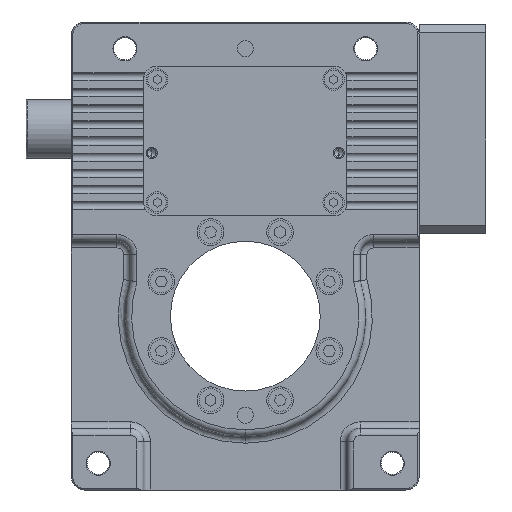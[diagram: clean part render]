
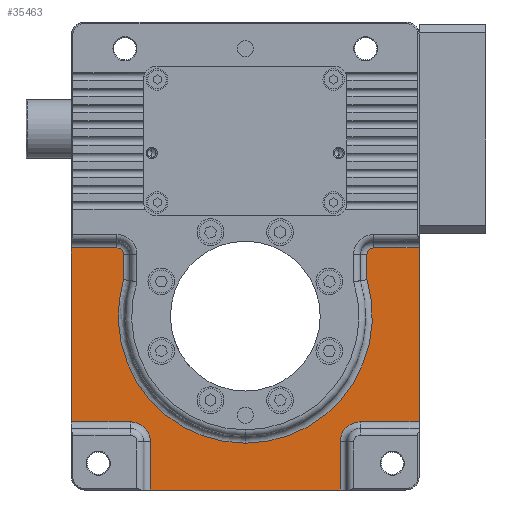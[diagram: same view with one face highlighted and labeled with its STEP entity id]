
A CAD part, front view. The second image highlights one B-rep face of the part: STEP entity #35463.
In plain terms, the highlighted planar face has unit normal (0, -1, 0).
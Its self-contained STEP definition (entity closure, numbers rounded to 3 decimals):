
#41 = DIRECTION ( 'NONE',  ( 0., 0., 1. ) ) ;
#134 = CARTESIAN_POINT ( 'NONE',  ( -35.5, -31., -65. ) ) ;
#380 = VERTEX_POINT ( 'NONE', #9626 ) ;
#464 = EDGE_CURVE ( 'NONE', #3948, #41675, #1033, .T. ) ;
#1033 = LINE ( 'NONE', #18113, #40775 ) ;
#1040 = ORIENTED_EDGE ( 'NONE', *, *, #8555, .T. ) ;
#1129 = CARTESIAN_POINT ( 'NONE',  ( 45.5, -31., 13.638 ) ) ;
#1262 = CARTESIAN_POINT ( 'NONE',  ( -48., -31., 25.5 ) ) ;
#2962 = DIRECTION ( 'NONE',  ( 0., 1., 0. ) ) ;
#3457 = DIRECTION ( 'NONE',  ( 0., 0., -1. ) ) ;
#3948 = VERTEX_POINT ( 'NONE', #41391 ) ;
#3954 = ORIENTED_EDGE ( 'NONE', *, *, #8617, .T. ) ;
#5768 = VECTOR ( 'NONE', #43455, 1000. ) ;
#6572 = AXIS2_PLACEMENT_3D ( 'NONE', #39285, #17546, #46228 ) ;
#7053 = ORIENTED_EDGE ( 'NONE', *, *, #39208, .T. ) ;
#7808 = DIRECTION ( 'NONE',  ( 0., 0., -1. ) ) ;
#7886 = VECTOR ( 'NONE', #27468, 1000. ) ;
#8096 = CIRCLE ( 'NONE', #23867, 2.5 ) ;
#8555 = EDGE_CURVE ( 'NONE', #18101, #10072, #36285, .T. ) ;
#8571 = ORIENTED_EDGE ( 'NONE', *, *, #34078, .T. ) ;
#8617 = EDGE_CURVE ( 'NONE', #42581, #3948, #34022, .T. ) ;
#9413 = CARTESIAN_POINT ( 'NONE',  ( 0., -31., -39.5 ) ) ;
#9591 = DIRECTION ( 'NONE',  ( 0., -1., 0. ) ) ;
#9626 = CARTESIAN_POINT ( 'NONE',  ( -65., -31., 25.5 ) ) ;
#9852 = DIRECTION ( 'NONE',  ( 1., 0., 0. ) ) ;
#9917 = ORIENTED_EDGE ( 'NONE', *, *, #29780, .T. ) ;
#10072 = VERTEX_POINT ( 'NONE', #10480 ) ;
#10206 = VERTEX_POINT ( 'NONE', #35125 ) ;
#10331 = EDGE_CURVE ( 'NONE', #41675, #42326, #27051, .T. ) ;
#10365 = VERTEX_POINT ( 'NONE', #11135 ) ;
#10480 = CARTESIAN_POINT ( 'NONE',  ( -45.5, -31., 23. ) ) ;
#10706 = CARTESIAN_POINT ( 'NONE',  ( 43., -31., -47. ) ) ;
#10907 = EDGE_CURVE ( 'NONE', #14669, #21794, #20190, .T. ) ;
#11135 = CARTESIAN_POINT ( 'NONE',  ( -43., -31., -39.5 ) ) ;
#11288 = CARTESIAN_POINT ( 'NONE',  ( 48., -31., 23. ) ) ;
#11683 = EDGE_CURVE ( 'NONE', #10072, #14302, #24744, .T. ) ;
#11709 = CARTESIAN_POINT ( 'NONE',  ( -35.5, -31., -47. ) ) ;
#13245 = DIRECTION ( 'NONE',  ( 0., 0., -1. ) ) ;
#13770 = EDGE_CURVE ( 'NONE', #10206, #18101, #43872, .T. ) ;
#14196 = VECTOR ( 'NONE', #41250, 1000. ) ;
#14302 = VERTEX_POINT ( 'NONE', #1262 ) ;
#14411 = PLANE ( 'NONE',  #43930 ) ;
#14669 = VERTEX_POINT ( 'NONE', #11709 ) ;
#14989 = VERTEX_POINT ( 'NONE', #24537 ) ;
#15247 = EDGE_LOOP ( 'NONE', ( #24480, #7053, #8571, #22928, #29088, #9917, #38425, #3954, #20131, #19037, #19661, #37273, #24459, #29366, #1040, #29247, #15937 ) ) ;
#15249 = CARTESIAN_POINT ( 'NONE',  ( -65., -31., 0. ) ) ;
#15893 = EDGE_CURVE ( 'NONE', #42326, #46488, #8096, .T. ) ;
#15937 = ORIENTED_EDGE ( 'NONE', *, *, #31213, .T. ) ;
#16762 = EDGE_CURVE ( 'NONE', #18520, #10206, #22208, .T. ) ;
#17483 = VECTOR ( 'NONE', #24146, 1000. ) ;
#17505 = CARTESIAN_POINT ( 'NONE',  ( 43., -31., -39.5 ) ) ;
#17546 = DIRECTION ( 'NONE',  ( 0., 1., 0. ) ) ;
#18101 = VERTEX_POINT ( 'NONE', #34658 ) ;
#18113 = CARTESIAN_POINT ( 'NONE',  ( 65., -31., 0. ) ) ;
#18313 = LINE ( 'NONE', #24118, #41586 ) ;
#18520 = VERTEX_POINT ( 'NONE', #1129 ) ;
#18969 = FACE_OUTER_BOUND ( 'NONE', #15247, .T. ) ;
#19037 = ORIENTED_EDGE ( 'NONE', *, *, #10331, .T. ) ;
#19358 = LINE ( 'NONE', #22192, #5768 ) ;
#19661 = ORIENTED_EDGE ( 'NONE', *, *, #15893, .T. ) ;
#20131 = ORIENTED_EDGE ( 'NONE', *, *, #464, .T. ) ;
#20190 = LINE ( 'NONE', #33134, #35533 ) ;
#20653 = AXIS2_PLACEMENT_3D ( 'NONE', #28132, #9591, #13245 ) ;
#20658 = CARTESIAN_POINT ( 'NONE',  ( 65., -31., -39.5 ) ) ;
#21794 = VERTEX_POINT ( 'NONE', #134 ) ;
#22192 = CARTESIAN_POINT ( 'NONE',  ( 0., -31., 25.5 ) ) ;
#22208 = CIRCLE ( 'NONE', #6572, 47.5 ) ;
#22928 = ORIENTED_EDGE ( 'NONE', *, *, #10907, .T. ) ;
#22964 = VECTOR ( 'NONE', #31010, 1000. ) ;
#23470 = LINE ( 'NONE', #43004, #40179 ) ;
#23867 = AXIS2_PLACEMENT_3D ( 'NONE', #11288, #43977, #7808 ) ;
#24118 = CARTESIAN_POINT ( 'NONE',  ( 35.5, -31., 0. ) ) ;
#24146 = DIRECTION ( 'NONE',  ( 1., 0., 0. ) ) ;
#24459 = ORIENTED_EDGE ( 'NONE', *, *, #16762, .T. ) ;
#24480 = ORIENTED_EDGE ( 'NONE', *, *, #37867, .T. ) ;
#24537 = CARTESIAN_POINT ( 'NONE',  ( -65., -31., -39.5 ) ) ;
#24744 = CIRCLE ( 'NONE', #20653, 2.5 ) ;
#27013 = CARTESIAN_POINT ( 'NONE',  ( 0., -31., 0. ) ) ;
#27051 = LINE ( 'NONE', #35896, #33877 ) ;
#27468 = DIRECTION ( 'NONE',  ( 0., 0., 1. ) ) ;
#27597 = CARTESIAN_POINT ( 'NONE',  ( 65., -31., 25.5 ) ) ;
#28132 = CARTESIAN_POINT ( 'NONE',  ( -48., -31., 23. ) ) ;
#28240 = DIRECTION ( 'NONE',  ( 1., 0., 0. ) ) ;
#29088 = ORIENTED_EDGE ( 'NONE', *, *, #42836, .T. ) ;
#29247 = ORIENTED_EDGE ( 'NONE', *, *, #11683, .T. ) ;
#29309 = DIRECTION ( 'NONE',  ( 0., 0., -1. ) ) ;
#29366 = ORIENTED_EDGE ( 'NONE', *, *, #13770, .T. ) ;
#29780 = EDGE_CURVE ( 'NONE', #42308, #29970, #18313, .T. ) ;
#29970 = VERTEX_POINT ( 'NONE', #39813 ) ;
#30857 = CARTESIAN_POINT ( 'NONE',  ( 45.5, -31., 0. ) ) ;
#31010 = DIRECTION ( 'NONE',  ( 0., 0., -1. ) ) ;
#31146 = DIRECTION ( 'NONE',  ( 0., 0., -1. ) ) ;
#31213 = EDGE_CURVE ( 'NONE', #14302, #380, #19358, .T. ) ;
#31222 = LINE ( 'NONE', #15249, #14196 ) ;
#31624 = EDGE_CURVE ( 'NONE', #29970, #42581, #46524, .T. ) ;
#32000 = DIRECTION ( 'NONE',  ( 0., 0., -1. ) ) ;
#32041 = CARTESIAN_POINT ( 'NONE',  ( 0., -31., 0. ) ) ;
#33134 = CARTESIAN_POINT ( 'NONE',  ( -35.5, -31., -65. ) ) ;
#33877 = VECTOR ( 'NONE', #40178, 1000. ) ;
#34022 = LINE ( 'NONE', #20658, #45325 ) ;
#34078 = EDGE_CURVE ( 'NONE', #10365, #14669, #41227, .T. ) ;
#34658 = CARTESIAN_POINT ( 'NONE',  ( -45.5, -31., 13.638 ) ) ;
#34762 = AXIS2_PLACEMENT_3D ( 'NONE', #36067, #43686, #39578 ) ;
#34937 = CARTESIAN_POINT ( 'NONE',  ( -45.5, -31., 23. ) ) ;
#35125 = CARTESIAN_POINT ( 'NONE',  ( 0., -31., -47.5 ) ) ;
#35463 = ADVANCED_FACE ( 'NONE', ( #18969 ), #14411, .T. ) ;
#35533 = VECTOR ( 'NONE', #29309, 1000. ) ;
#35896 = CARTESIAN_POINT ( 'NONE',  ( 0., -31., 25.5 ) ) ;
#35993 = CARTESIAN_POINT ( 'NONE',  ( 45.5, -31., 23. ) ) ;
#36067 = CARTESIAN_POINT ( 'NONE',  ( -43., -31., -47. ) ) ;
#36285 = LINE ( 'NONE', #34937, #7886 ) ;
#37273 = ORIENTED_EDGE ( 'NONE', *, *, #45068, .T. ) ;
#37450 = AXIS2_PLACEMENT_3D ( 'NONE', #27013, #45402, #31146 ) ;
#37867 = EDGE_CURVE ( 'NONE', #380, #14989, #31222, .T. ) ;
#38019 = AXIS2_PLACEMENT_3D ( 'NONE', #10706, #2962, #32000 ) ;
#38425 = ORIENTED_EDGE ( 'NONE', *, *, #31624, .T. ) ;
#39208 = EDGE_CURVE ( 'NONE', #14989, #10365, #43024, .T. ) ;
#39285 = CARTESIAN_POINT ( 'NONE',  ( 0., -31., 0. ) ) ;
#39461 = CARTESIAN_POINT ( 'NONE',  ( 48., -31., 25.5 ) ) ;
#39578 = DIRECTION ( 'NONE',  ( 0., 0., -1. ) ) ;
#39813 = CARTESIAN_POINT ( 'NONE',  ( 35.5, -31., -47. ) ) ;
#40178 = DIRECTION ( 'NONE',  ( -1., 0., 0. ) ) ;
#40179 = VECTOR ( 'NONE', #28240, 1000. ) ;
#40775 = VECTOR ( 'NONE', #41, 1000. ) ;
#41227 = CIRCLE ( 'NONE', #34762, 7.5 ) ;
#41250 = DIRECTION ( 'NONE',  ( 0., 0., -1. ) ) ;
#41391 = CARTESIAN_POINT ( 'NONE',  ( 65., -31., -39.5 ) ) ;
#41586 = VECTOR ( 'NONE', #42052, 1000. ) ;
#41675 = VERTEX_POINT ( 'NONE', #27597 ) ;
#42052 = DIRECTION ( 'NONE',  ( 0., 0., 1. ) ) ;
#42308 = VERTEX_POINT ( 'NONE', #46567 ) ;
#42326 = VERTEX_POINT ( 'NONE', #39461 ) ;
#42581 = VERTEX_POINT ( 'NONE', #17505 ) ;
#42836 = EDGE_CURVE ( 'NONE', #21794, #42308, #23470, .T. ) ;
#43004 = CARTESIAN_POINT ( 'NONE',  ( 0., -31., -65. ) ) ;
#43024 = LINE ( 'NONE', #9413, #17483 ) ;
#43293 = DIRECTION ( 'NONE',  ( 0., -1., 0. ) ) ;
#43455 = DIRECTION ( 'NONE',  ( -1., 0., 0. ) ) ;
#43686 = DIRECTION ( 'NONE',  ( 0., 1., 0. ) ) ;
#43872 = CIRCLE ( 'NONE', #37450, 47.5 ) ;
#43930 = AXIS2_PLACEMENT_3D ( 'NONE', #32041, #43293, #3457 ) ;
#43977 = DIRECTION ( 'NONE',  ( 0., -1., 0. ) ) ;
#45060 = LINE ( 'NONE', #30857, #22964 ) ;
#45068 = EDGE_CURVE ( 'NONE', #46488, #18520, #45060, .T. ) ;
#45325 = VECTOR ( 'NONE', #9852, 1000. ) ;
#45402 = DIRECTION ( 'NONE',  ( 0., 1., 0. ) ) ;
#46228 = DIRECTION ( 'NONE',  ( 0., 0., -1. ) ) ;
#46488 = VERTEX_POINT ( 'NONE', #35993 ) ;
#46524 = CIRCLE ( 'NONE', #38019, 7.5 ) ;
#46567 = CARTESIAN_POINT ( 'NONE',  ( 35.5, -31., -65. ) ) ;
